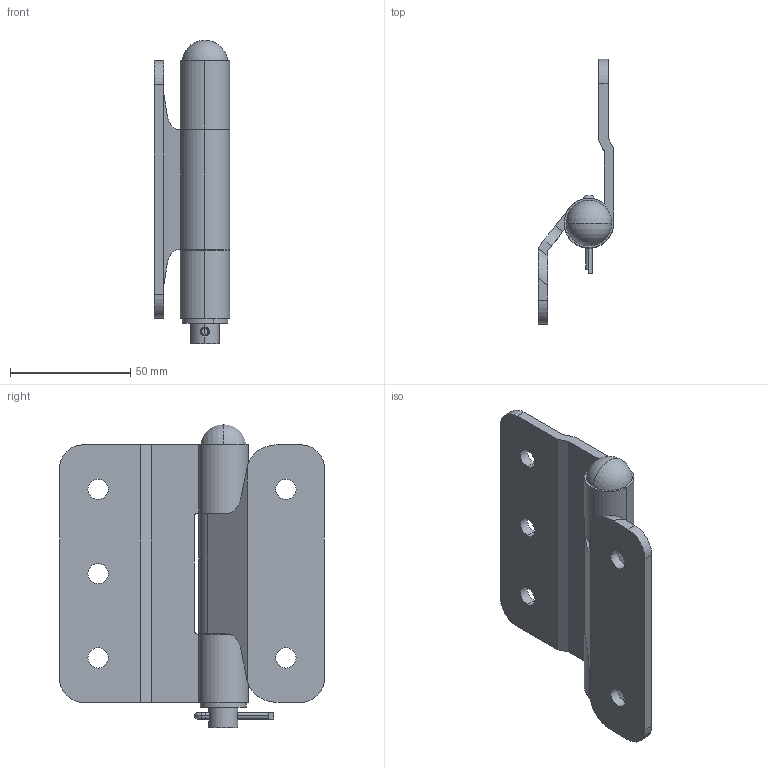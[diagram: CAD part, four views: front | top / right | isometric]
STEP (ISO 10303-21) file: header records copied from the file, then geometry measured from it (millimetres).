
FILE_DESCRIPTION (( 'STEP AP203' ), '1' );
FILE_NAME ('Žº‰ª•ÏŠ·.STEP', '2012-05-18T02:27:35', ( '' ), ( '' ), 'SwSTEP 2.0', 'SolidWorks 2011', '' );
FILE_SCHEMA (( 'CONFIG_CONTROL_DESIGN' ));
Length unit declared in the file: millimetre
Products named in the file (6): B-1877-2ヒンジA_; B-1877-2ヒンジB_; B-1877-2妱傝僺儞丂屇傃3__僗僩儗乕僩L30; B-1877-2儚僢僔儍乕_; B-1877-2シャフト_; 室岡変換
Assembly tree (5 placements, depth 2):
  室岡変換
    B-1877-2ヒンジA_
    B-1877-2シャフト_
    B-1877-2妱傝僺儞丂屇傃3__僗僩儗乕僩L30
    B-1877-2儚僢僔儍乕_
    B-1877-2ヒンジB_
Bounding box: 31.3 x 110 x 126 mm (x, y, z)
Volume: 77986 mm3; surface area: 40852.5 mm2
Topology: 5 solids, 5 shells, 108 faces, 278 edges, 179 vertices
Faces by surface type: cylinder 57, plane 35, torus 10, bspline 4, sphere 2
Entity records: 4318 total; most frequent: CARTESIAN_POINT 957, DIRECTION 610, ORIENTED_EDGE 556, EDGE_CURVE 278, AXIS2_PLACEMENT_3D 240, VERTEX_POINT 179, VECTOR 130, LINE 130
